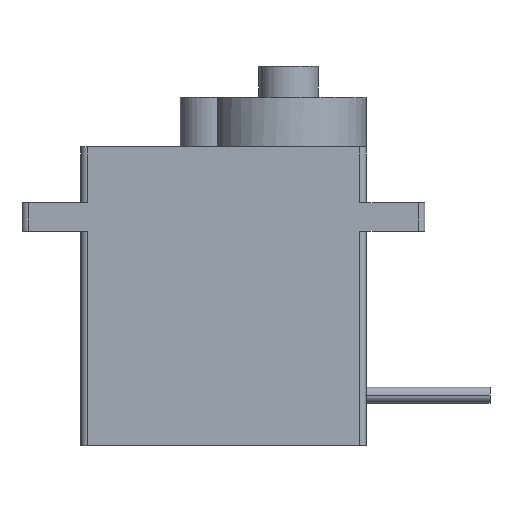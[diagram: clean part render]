
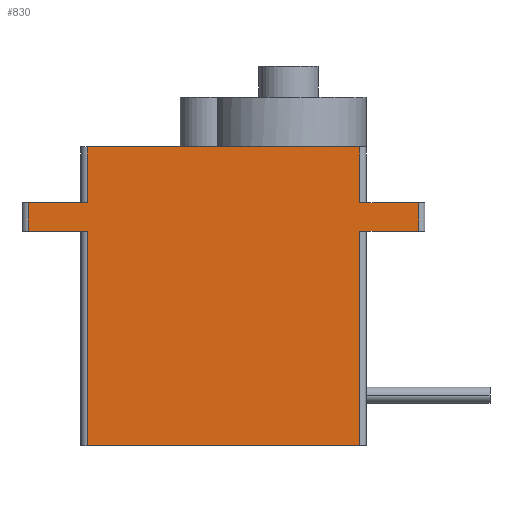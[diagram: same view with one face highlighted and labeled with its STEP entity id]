
A CAD part, left-side view. The second image highlights one B-rep face of the part: STEP entity #830.
In plain terms, the highlighted planar face has unit normal (-1, 0, 0).
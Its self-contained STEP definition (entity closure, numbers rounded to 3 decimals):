
#17=PLANE('',#897);
#46=FACE_OUTER_BOUND('',#95,.T.);
#95=EDGE_LOOP('',(#562,#563,#564,#565,#566,#567,#568,#569,#570,#571,#572,
#573,#574));
#193=LINE('',#1275,#272);
#195=LINE('',#1281,#274);
#196=LINE('',#1283,#275);
#197=LINE('',#1285,#276);
#198=LINE('',#1287,#277);
#199=LINE('',#1289,#278);
#200=LINE('',#1291,#279);
#201=LINE('',#1293,#280);
#202=LINE('',#1295,#281);
#203=LINE('',#1297,#282);
#204=LINE('',#1299,#283);
#205=LINE('',#1301,#284);
#206=LINE('',#1302,#285);
#272=VECTOR('',#1001,10.);
#274=VECTOR('',#1007,10.);
#275=VECTOR('',#1008,10.);
#276=VECTOR('',#1009,10.);
#277=VECTOR('',#1010,10.);
#278=VECTOR('',#1011,10.);
#279=VECTOR('',#1012,10.);
#280=VECTOR('',#1013,10.);
#281=VECTOR('',#1014,10.);
#282=VECTOR('',#1015,10.);
#283=VECTOR('',#1016,10.);
#284=VECTOR('',#1017,10.);
#285=VECTOR('',#1018,10.);
#354=VERTEX_POINT('',#1272);
#355=VERTEX_POINT('',#1274);
#357=VERTEX_POINT('',#1280);
#358=VERTEX_POINT('',#1282);
#359=VERTEX_POINT('',#1284);
#360=VERTEX_POINT('',#1286);
#361=VERTEX_POINT('',#1288);
#362=VERTEX_POINT('',#1290);
#363=VERTEX_POINT('',#1292);
#364=VERTEX_POINT('',#1294);
#365=VERTEX_POINT('',#1296);
#366=VERTEX_POINT('',#1298);
#367=VERTEX_POINT('',#1300);
#433=EDGE_CURVE('',#354,#355,#193,.T.);
#436=EDGE_CURVE('',#357,#355,#195,.T.);
#437=EDGE_CURVE('',#354,#358,#196,.T.);
#438=EDGE_CURVE('',#359,#358,#197,.T.);
#439=EDGE_CURVE('',#359,#360,#198,.T.);
#440=EDGE_CURVE('',#361,#360,#199,.T.);
#441=EDGE_CURVE('',#361,#362,#200,.T.);
#442=EDGE_CURVE('',#363,#362,#201,.T.);
#443=EDGE_CURVE('',#363,#364,#202,.T.);
#444=EDGE_CURVE('',#364,#365,#203,.T.);
#445=EDGE_CURVE('',#366,#365,#204,.T.);
#446=EDGE_CURVE('',#366,#367,#205,.T.);
#447=EDGE_CURVE('',#357,#367,#206,.T.);
#562=ORIENTED_EDGE('',*,*,#436,.T.);
#563=ORIENTED_EDGE('',*,*,#433,.F.);
#564=ORIENTED_EDGE('',*,*,#437,.T.);
#565=ORIENTED_EDGE('',*,*,#438,.F.);
#566=ORIENTED_EDGE('',*,*,#439,.T.);
#567=ORIENTED_EDGE('',*,*,#440,.F.);
#568=ORIENTED_EDGE('',*,*,#441,.T.);
#569=ORIENTED_EDGE('',*,*,#442,.F.);
#570=ORIENTED_EDGE('',*,*,#443,.T.);
#571=ORIENTED_EDGE('',*,*,#444,.T.);
#572=ORIENTED_EDGE('',*,*,#445,.F.);
#573=ORIENTED_EDGE('',*,*,#446,.T.);
#574=ORIENTED_EDGE('',*,*,#447,.F.);
#830=ADVANCED_FACE('',(#46),#17,.F.);
#897=AXIS2_PLACEMENT_3D('',#1279,#1005,#1006);
#1001=DIRECTION('',(0.,0.,1.));
#1005=DIRECTION('center_axis',(1.,0.,0.));
#1006=DIRECTION('ref_axis',(0.,1.,0.));
#1007=DIRECTION('',(0.,-1.,0.));
#1008=DIRECTION('',(0.,-1.,0.));
#1009=DIRECTION('',(0.,0.,-1.));
#1010=DIRECTION('',(0.,-1.,0.));
#1011=DIRECTION('',(0.,0.,-1.));
#1012=DIRECTION('',(0.,1.,0.));
#1013=DIRECTION('',(0.,0.,-1.));
#1014=DIRECTION('',(0.,1.,0.));
#1015=DIRECTION('',(0.,1.,0.));
#1016=DIRECTION('',(0.,0.,1.));
#1017=DIRECTION('',(0.,1.,0.));
#1018=DIRECTION('',(0.,0.,1.));
#1272=CARTESIAN_POINT('',(0.,11.,0.));
#1274=CARTESIAN_POINT('',(0.,11.,17.3));
#1275=CARTESIAN_POINT('',(0.,11.,6.025));
#1279=CARTESIAN_POINT('Origin',(0.,0.,12.05));
#1280=CARTESIAN_POINT('',(0.,15.75,17.3));
#1281=CARTESIAN_POINT('',(0.,16.25,17.3));
#1282=CARTESIAN_POINT('',(0.,-11.,0.));
#1283=CARTESIAN_POINT('',(0.,11.5,0.));
#1284=CARTESIAN_POINT('',(0.,-11.,17.3));
#1285=CARTESIAN_POINT('',(0.,-11.,14.675));
#1286=CARTESIAN_POINT('',(0.,-15.75,17.3));
#1287=CARTESIAN_POINT('',(0.,16.25,17.3));
#1288=CARTESIAN_POINT('',(0.,-15.75,19.6));
#1289=CARTESIAN_POINT('',(0.,-15.75,15.825));
#1290=CARTESIAN_POINT('',(0.,-11.,19.6));
#1291=CARTESIAN_POINT('',(0.,-16.25,19.6));
#1292=CARTESIAN_POINT('',(0.,-11.,24.1));
#1293=CARTESIAN_POINT('',(0.,-11.,18.075));
#1294=CARTESIAN_POINT('',(0.,-5.25,24.1));
#1295=CARTESIAN_POINT('',(0.,-11.5,24.1));
#1296=CARTESIAN_POINT('',(0.,11.,24.1));
#1297=CARTESIAN_POINT('',(0.,-11.5,24.1));
#1298=CARTESIAN_POINT('',(0.,11.,19.6));
#1299=CARTESIAN_POINT('',(0.,11.,15.825));
#1300=CARTESIAN_POINT('',(0.,15.75,19.6));
#1301=CARTESIAN_POINT('',(0.,-16.25,19.6));
#1302=CARTESIAN_POINT('',(0.,15.75,14.675));
